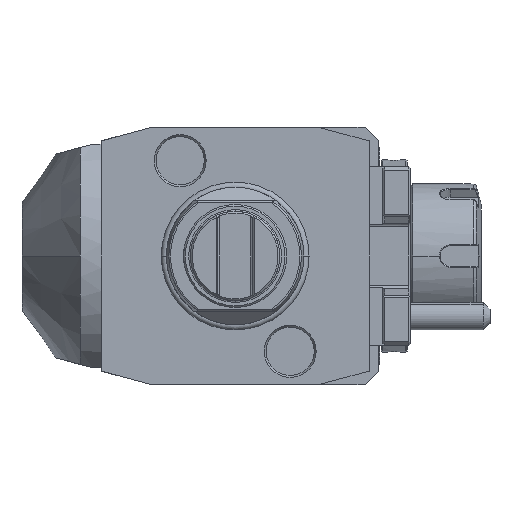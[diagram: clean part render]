
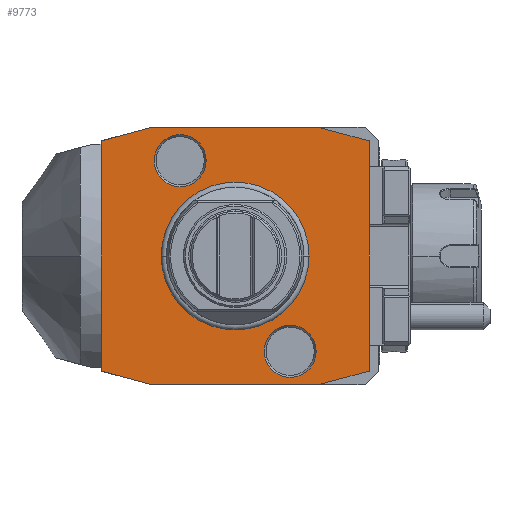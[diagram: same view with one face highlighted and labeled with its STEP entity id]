
A CAD part, front view. The second image highlights one B-rep face of the part: STEP entity #9773.
In plain terms, the highlighted planar face has unit normal (0, -1, 0).
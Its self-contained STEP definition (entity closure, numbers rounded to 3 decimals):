
#1=DIRECTION('',(0.966,0.,-0.259));
#2=VECTOR('',#1,15.529);
#3=CARTESIAN_POINT('',(-39.,0.,-33.481));
#4=LINE('',#3,#2);
#5=DIRECTION('',(0.,0.,-1.));
#6=VECTOR('',#5,66.962);
#7=CARTESIAN_POINT('',(-39.,0.,33.481));
#8=LINE('',#7,#6);
#9=DIRECTION('',(-0.966,0.,-0.259));
#10=VECTOR('',#9,15.529);
#11=CARTESIAN_POINT('',(-24.,0.,37.5));
#12=LINE('',#11,#10);
#13=DIRECTION('',(-1.,0.,0.));
#14=VECTOR('',#13,48.);
#15=CARTESIAN_POINT('',(24.,0.,37.5));
#16=LINE('',#15,#14);
#17=DIRECTION('',(-0.966,0.,0.259));
#18=VECTOR('',#17,15.529);
#19=CARTESIAN_POINT('',(39.,0.,33.481));
#20=LINE('',#19,#18);
#21=DIRECTION('',(0.,0.,1.));
#22=VECTOR('',#21,66.962);
#23=CARTESIAN_POINT('',(39.,0.,-33.481));
#24=LINE('',#23,#22);
#25=DIRECTION('',(0.966,0.,0.259));
#26=VECTOR('',#25,15.529);
#27=CARTESIAN_POINT('',(24.,0.,-37.5));
#28=LINE('',#27,#26);
#29=DIRECTION('',(1.,0.,0.));
#30=VECTOR('',#29,48.);
#31=CARTESIAN_POINT('',(-24.,0.,-37.5));
#32=LINE('',#31,#30);
#33=CARTESIAN_POINT('',(-16.,0.,27.713));
#34=DIRECTION('',(0.,1.,0.));
#35=DIRECTION('',(1.,0.,0.));
#36=AXIS2_PLACEMENT_3D('',#33,#34,#35);
#38=CARTESIAN_POINT('',(-16.,0.,27.713));
#39=DIRECTION('',(0.,1.,0.));
#40=DIRECTION('',(-1.,0.,0.));
#41=AXIS2_PLACEMENT_3D('',#38,#39,#40);
#43=CARTESIAN_POINT('',(16.,0.,-27.713));
#44=DIRECTION('',(0.,1.,0.));
#45=DIRECTION('',(1.,0.,0.));
#46=AXIS2_PLACEMENT_3D('',#43,#44,#45);
#48=CARTESIAN_POINT('',(16.,0.,-27.713));
#49=DIRECTION('',(0.,1.,0.));
#50=DIRECTION('',(-1.,0.,0.));
#51=AXIS2_PLACEMENT_3D('',#48,#49,#50);
#5639=CARTESIAN_POINT('',(0.,0.,0.));
#5640=DIRECTION('',(0.,-1.,0.));
#5641=DIRECTION('',(1.,0.,0.));
#5642=AXIS2_PLACEMENT_3D('',#5639,#5640,#5641);
#5644=CARTESIAN_POINT('',(0.,0.,0.));
#5645=DIRECTION('',(0.,-1.,0.));
#5646=DIRECTION('',(-1.,0.,0.));
#5647=AXIS2_PLACEMENT_3D('',#5644,#5645,#5646);
#8699=CARTESIAN_POINT('',(-8.423,0.,
27.713));
#8700=CARTESIAN_POINT('',(-23.577,0.,
27.713));
#8701=VERTEX_POINT('',#8699);
#8702=VERTEX_POINT('',#8700);
#8831=CARTESIAN_POINT('',(23.577,0.,
-27.713));
#8832=CARTESIAN_POINT('',(8.423,0.,
-27.713));
#8833=VERTEX_POINT('',#8831);
#8834=VERTEX_POINT('',#8832);
#9566=CARTESIAN_POINT('',(-39.,0.,-33.481));
#9567=CARTESIAN_POINT('',(-24.,0.,-37.5));
#9568=VERTEX_POINT('',#9566);
#9569=VERTEX_POINT('',#9567);
#9570=CARTESIAN_POINT('',(24.,0.,-37.5));
#9571=VERTEX_POINT('',#9570);
#9572=CARTESIAN_POINT('',(39.,0.,-33.481));
#9573=VERTEX_POINT('',#9572);
#9574=CARTESIAN_POINT('',(39.,0.,33.481));
#9575=VERTEX_POINT('',#9574);
#9576=CARTESIAN_POINT('',(24.,0.,37.5));
#9577=VERTEX_POINT('',#9576);
#9578=CARTESIAN_POINT('',(-24.,0.,37.5));
#9579=VERTEX_POINT('',#9578);
#9580=CARTESIAN_POINT('',(-39.,0.,33.481));
#9581=VERTEX_POINT('',#9580);
#9598=CARTESIAN_POINT('',(21.137,0.,0.));
#9599=CARTESIAN_POINT('',(-21.137,0.,0.));
#9600=VERTEX_POINT('',#9598);
#9601=VERTEX_POINT('',#9599);
#9732=CARTESIAN_POINT('',(0.,0.,0.));
#9733=DIRECTION('',(0.,-1.,0.));
#9734=DIRECTION('',(-1.,0.,0.));
#9735=AXIS2_PLACEMENT_3D('',#9732,#9733,#9734);
#9736=PLANE('',#9735);
#9738=ORIENTED_EDGE('',*,*,#9737,.F.);
#9740=ORIENTED_EDGE('',*,*,#9739,.F.);
#9742=ORIENTED_EDGE('',*,*,#9741,.F.);
#9744=ORIENTED_EDGE('',*,*,#9743,.F.);
#9746=ORIENTED_EDGE('',*,*,#9745,.F.);
#9748=ORIENTED_EDGE('',*,*,#9747,.F.);
#9750=ORIENTED_EDGE('',*,*,#9749,.F.);
#9752=ORIENTED_EDGE('',*,*,#9751,.F.);
#9753=EDGE_LOOP('',(#9738,#9740,#9742,#9744,#9746,#9748,#9750,#9752));
#9754=FACE_OUTER_BOUND('',#9753,.F.);
#9756=ORIENTED_EDGE('',*,*,#9755,.T.);
#9758=ORIENTED_EDGE('',*,*,#9757,.T.);
#9759=EDGE_LOOP('',(#9756,#9758));
#9760=FACE_BOUND('',#9759,.F.);
#9762=ORIENTED_EDGE('',*,*,#9761,.F.);
#9764=ORIENTED_EDGE('',*,*,#9763,.F.);
#9765=EDGE_LOOP('',(#9762,#9764));
#9766=FACE_BOUND('',#9765,.F.);
#9768=ORIENTED_EDGE('',*,*,#9767,.F.);
#9770=ORIENTED_EDGE('',*,*,#9769,.F.);
#9771=EDGE_LOOP('',(#9768,#9770));
#9772=FACE_BOUND('',#9771,.F.);
#37=CIRCLE('',#36,7.577);
#42=CIRCLE('',#41,7.577);
#47=CIRCLE('',#46,7.577);
#52=CIRCLE('',#51,7.577);
#5643=CIRCLE('',#5642,21.137);
#5648=CIRCLE('',#5647,21.137);
#9737=EDGE_CURVE('',#9568,#9569,#4,.T.);
#9739=EDGE_CURVE('',#9581,#9568,#8,.T.);
#9741=EDGE_CURVE('',#9579,#9581,#12,.T.);
#9743=EDGE_CURVE('',#9577,#9579,#16,.T.);
#9745=EDGE_CURVE('',#9575,#9577,#20,.T.);
#9747=EDGE_CURVE('',#9573,#9575,#24,.T.);
#9749=EDGE_CURVE('',#9571,#9573,#28,.T.);
#9751=EDGE_CURVE('',#9569,#9571,#32,.T.);
#9755=EDGE_CURVE('',#9600,#9601,#5643,.T.);
#9757=EDGE_CURVE('',#9601,#9600,#5648,.T.);
#9761=EDGE_CURVE('',#8701,#8702,#37,.T.);
#9763=EDGE_CURVE('',#8702,#8701,#42,.T.);
#9767=EDGE_CURVE('',#8833,#8834,#47,.T.);
#9769=EDGE_CURVE('',#8834,#8833,#52,.T.);
#9773=ADVANCED_FACE('',(#9754,#9760,#9766,#9772),#9736,.T.);
